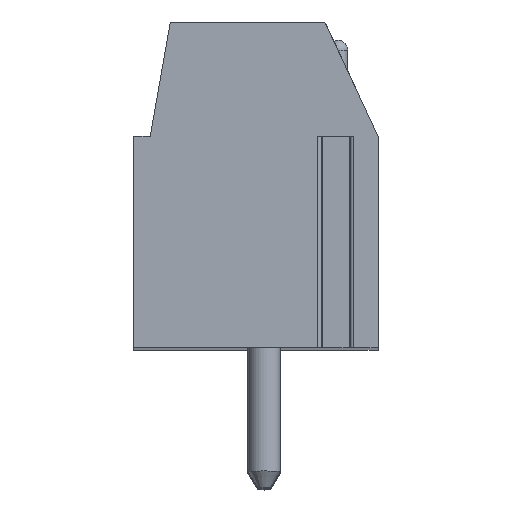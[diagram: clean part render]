
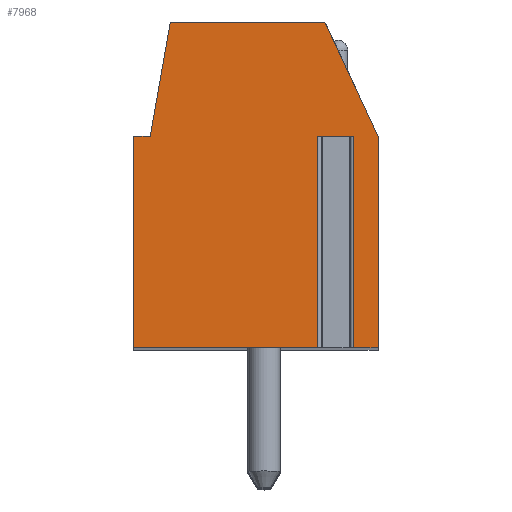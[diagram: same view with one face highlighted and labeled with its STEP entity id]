
A CAD part, top view. The second image highlights one B-rep face of the part: STEP entity #7968.
In plain terms, the highlighted planar face has unit normal (0, 0, 1).
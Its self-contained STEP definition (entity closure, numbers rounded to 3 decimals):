
#13=DIRECTION('',(-1.,0.,0.));
#14=VECTOR('',#13,1.097);
#15=CARTESIAN_POINT('',(2.998,1.5,38.1));
#16=LINE('',#15,#14);
#17=DIRECTION('',(0.,-1.,0.));
#18=VECTOR('',#17,6.5);
#19=CARTESIAN_POINT('',(1.902,1.5,38.1));
#20=LINE('',#19,#18);
#21=DIRECTION('',(1.,0.,0.));
#22=VECTOR('',#21,5.652);
#23=CARTESIAN_POINT('',(-3.75,-5.,38.1));
#24=LINE('',#23,#22);
#25=DIRECTION('',(0.,-1.,0.));
#26=VECTOR('',#25,6.5);
#27=CARTESIAN_POINT('',(-3.75,1.5,38.1));
#28=LINE('',#27,#26);
#29=DIRECTION('',(-1.,0.,0.));
#30=VECTOR('',#29,0.5);
#31=CARTESIAN_POINT('',(-3.25,1.5,38.1));
#32=LINE('',#31,#30);
#33=DIRECTION('',(-0.174,-0.985,0.));
#34=VECTOR('',#33,3.554);
#35=CARTESIAN_POINT('',(-2.633,5.,38.1));
#36=LINE('',#35,#34);
#37=DIRECTION('',(-1.,0.,0.));
#38=VECTOR('',#37,4.751);
#39=CARTESIAN_POINT('',(2.118,5.,38.1));
#40=LINE('',#39,#38);
#41=DIRECTION('',(-0.423,0.906,0.));
#42=VECTOR('',#41,3.862);
#43=CARTESIAN_POINT('',(3.75,1.5,38.1));
#44=LINE('',#43,#42);
#45=DIRECTION('',(0.,1.,0.));
#46=VECTOR('',#45,6.5);
#47=CARTESIAN_POINT('',(3.75,-5.,38.1));
#48=LINE('',#47,#46);
#49=DIRECTION('',(1.,0.,0.));
#50=VECTOR('',#49,0.752);
#51=CARTESIAN_POINT('',(2.998,-5.,38.1));
#52=LINE('',#51,#50);
#53=DIRECTION('',(0.,-1.,0.));
#54=VECTOR('',#53,6.5);
#55=CARTESIAN_POINT('',(2.998,1.5,38.1));
#56=LINE('',#55,#54);
#6327=CARTESIAN_POINT('',(-2.633,5.,38.1));
#6328=CARTESIAN_POINT('',(-3.25,1.5,38.1));
#6329=VERTEX_POINT('',#6327);
#6330=VERTEX_POINT('',#6328);
#6331=CARTESIAN_POINT('',(-3.75,1.5,38.1));
#6332=VERTEX_POINT('',#6331);
#6333=CARTESIAN_POINT('',(-3.75,-5.,38.1));
#6334=VERTEX_POINT('',#6333);
#6335=CARTESIAN_POINT('',(3.75,-5.,38.1));
#6336=CARTESIAN_POINT('',(3.75,1.5,38.1));
#6337=VERTEX_POINT('',#6335);
#6338=VERTEX_POINT('',#6336);
#6339=CARTESIAN_POINT('',(2.118,5.,38.1));
#6340=VERTEX_POINT('',#6339);
#6399=CARTESIAN_POINT('',(2.998,1.5,38.1));
#6400=CARTESIAN_POINT('',(1.902,1.5,38.1));
#6401=VERTEX_POINT('',#6399);
#6402=VERTEX_POINT('',#6400);
#6403=CARTESIAN_POINT('',(1.902,-5.,38.1));
#6404=VERTEX_POINT('',#6403);
#6405=CARTESIAN_POINT('',(2.998,-5.,38.1));
#6406=VERTEX_POINT('',#6405);
#7939=CARTESIAN_POINT('',(0.,0.,38.1));
#7940=DIRECTION('',(0.,0.,1.));
#7941=DIRECTION('',(1.,0.,0.));
#7942=AXIS2_PLACEMENT_3D('',#7939,#7940,#7941);
#7943=PLANE('',#7942);
#7945=ORIENTED_EDGE('',*,*,#7944,.T.);
#7947=ORIENTED_EDGE('',*,*,#7946,.T.);
#7949=ORIENTED_EDGE('',*,*,#7948,.F.);
#7951=ORIENTED_EDGE('',*,*,#7950,.F.);
#7953=ORIENTED_EDGE('',*,*,#7952,.F.);
#7955=ORIENTED_EDGE('',*,*,#7954,.F.);
#7957=ORIENTED_EDGE('',*,*,#7956,.F.);
#7959=ORIENTED_EDGE('',*,*,#7958,.F.);
#7961=ORIENTED_EDGE('',*,*,#7960,.F.);
#7963=ORIENTED_EDGE('',*,*,#7962,.F.);
#7965=ORIENTED_EDGE('',*,*,#7964,.F.);
#7966=EDGE_LOOP('',(#7945,#7947,#7949,#7951,#7953,#7955,#7957,#7959,#7961,#7963,
#7965));
#7967=FACE_OUTER_BOUND('',#7966,.F.);
#7944=EDGE_CURVE('',#6401,#6402,#16,.T.);
#7946=EDGE_CURVE('',#6402,#6404,#20,.T.);
#7948=EDGE_CURVE('',#6334,#6404,#24,.T.);
#7950=EDGE_CURVE('',#6332,#6334,#28,.T.);
#7952=EDGE_CURVE('',#6330,#6332,#32,.T.);
#7954=EDGE_CURVE('',#6329,#6330,#36,.T.);
#7956=EDGE_CURVE('',#6340,#6329,#40,.T.);
#7958=EDGE_CURVE('',#6338,#6340,#44,.T.);
#7960=EDGE_CURVE('',#6337,#6338,#48,.T.);
#7962=EDGE_CURVE('',#6406,#6337,#52,.T.);
#7964=EDGE_CURVE('',#6401,#6406,#56,.T.);
#7968=ADVANCED_FACE('',(#7967),#7943,.T.);
